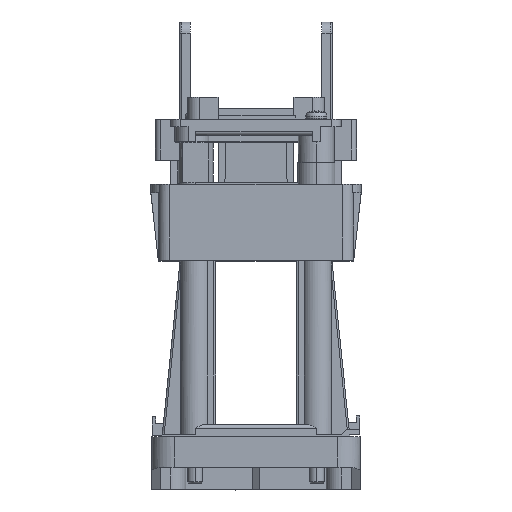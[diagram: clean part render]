
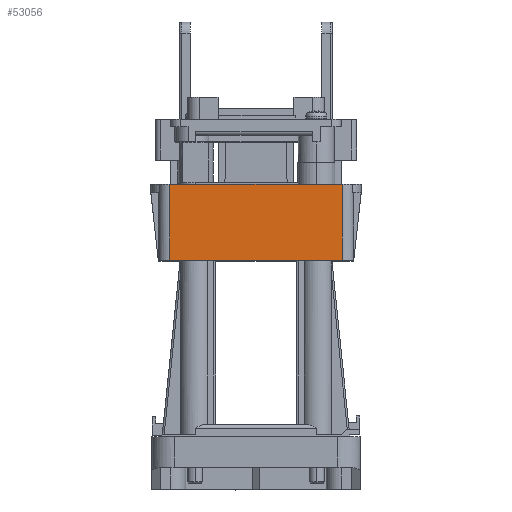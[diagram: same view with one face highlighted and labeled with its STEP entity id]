
A CAD part, top view. The second image highlights one B-rep face of the part: STEP entity #53056.
In plain terms, the highlighted planar face has unit normal (0, 0, 1).
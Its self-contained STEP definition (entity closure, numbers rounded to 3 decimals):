
#10935=DIRECTION('',(-1.,0.,0.));
#10936=VECTOR('',#10935,45.5);
#10937=CARTESIAN_POINT('',(22.75,-15.2,8.9));
#10938=LINE('',#10937,#10936);
#11865=DIRECTION('',(1.,0.,0.));
#11866=VECTOR('',#11865,45.5);
#11867=CARTESIAN_POINT('',(-22.75,-35.2,8.9));
#11868=LINE('',#11867,#11866);
#12093=DIRECTION('',(0.,1.,0.));
#12094=VECTOR('',#12093,20.);
#12095=CARTESIAN_POINT('',(22.75,-35.2,8.9));
#12096=LINE('',#12095,#12094);
#12097=DIRECTION('',(0.,-1.,0.));
#12098=VECTOR('',#12097,20.);
#12099=CARTESIAN_POINT('',(-22.75,-15.2,8.9));
#12100=LINE('',#12099,#12098);
#33780=CARTESIAN_POINT('',(22.75,-35.2,8.9));
#33781=VERTEX_POINT('',#33780);
#33782=CARTESIAN_POINT('',(22.75,-15.2,8.9));
#33783=VERTEX_POINT('',#33782);
#33784=CARTESIAN_POINT('',(-22.75,-35.2,8.9));
#33786=VERTEX_POINT('',#33784);
#33790=CARTESIAN_POINT('',(-22.75,-15.2,8.9));
#33791=VERTEX_POINT('',#33790);
#53044=CARTESIAN_POINT('',(-25.75,-35.2,8.9));
#53045=DIRECTION('',(0.,0.,1.));
#53046=DIRECTION('',(1.,0.,0.));
#53047=AXIS2_PLACEMENT_3D('',#53044,#53045,#53046);
#53048=PLANE('',#53047);
#53050=ORIENTED_EDGE('',*,*,#53049,.F.);
#53051=ORIENTED_EDGE('',*,*,#52539,.F.);
#53052=ORIENTED_EDGE('',*,*,#53036,.F.);
#53053=ORIENTED_EDGE('',*,*,#51446,.F.);
#53054=EDGE_LOOP('',(#53050,#53051,#53052,#53053));
#53055=FACE_OUTER_BOUND('',#53054,.F.);
#53056=ADVANCED_FACE('',(#53055),#53048,.T.);
#51446=EDGE_CURVE('',#33783,#33791,#10938,.T.);
#52539=EDGE_CURVE('',#33786,#33781,#11868,.T.);
#53036=EDGE_CURVE('',#33791,#33786,#12100,.T.);
#53049=EDGE_CURVE('',#33781,#33783,#12096,.T.);
